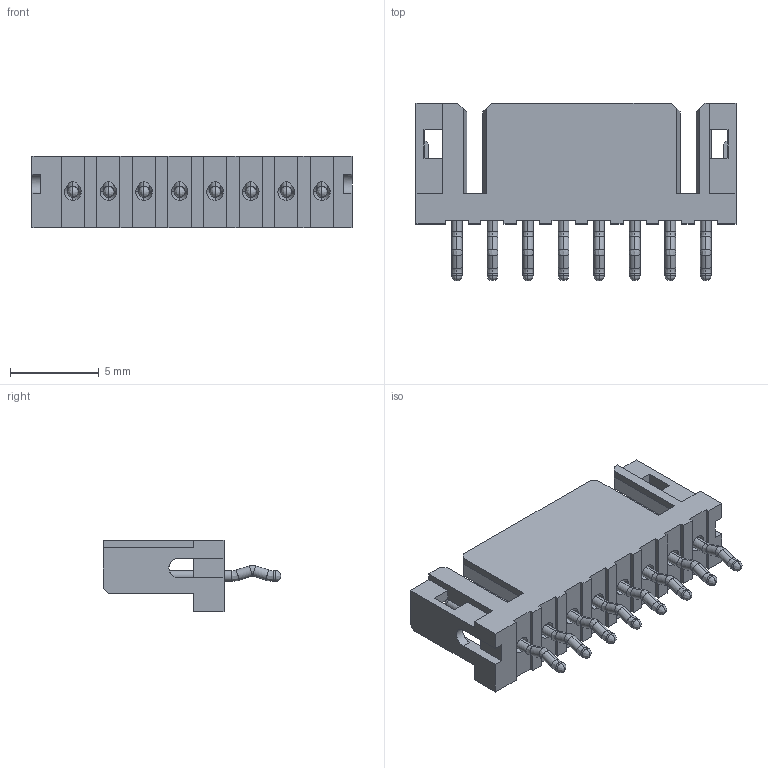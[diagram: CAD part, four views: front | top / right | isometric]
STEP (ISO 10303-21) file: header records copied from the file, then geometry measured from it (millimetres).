
FILE_DESCRIPTION( ('This file contains a STEP AP42 implementation' ,'as created by ZW3D STEP Interface translator.') ,'2;1' );
FILE_NAME( 'WF2006-WSXXXW01.stp' ,'23 420.16 136', (''), ('ZWCAD Software Co.'), 'Version 1.0', 'ZW3D to STEP translator', '' );
FILE_SCHEMA(('AUTOMOTIVE_DESIGN { 1 0 10303 214 1 1 1 1 }'));
Length unit declared in the file: millimetre
Products named in the file (2): 0; WF2006-WSXXXW01
Bounding box: 18 x 10 x 4 mm (x, y, z)
Volume: 209.5 mm3; surface area: 587.2 mm2
Topology: 1 solids, 1 shells, 267 faces, 706 edges, 401 vertices
Faces by surface type: plane 90, cylinder 82, bspline 72, cone 23
Entity records: 9442 total; most frequent: CARTESIAN_POINT 3019, ORIENTED_EDGE 1316, DIRECTION 1244, EDGE_CURVE 658, AXIS2_PLACEMENT_3D 434, VERTEX_POINT 401, VECTOR 376, LINE 376
